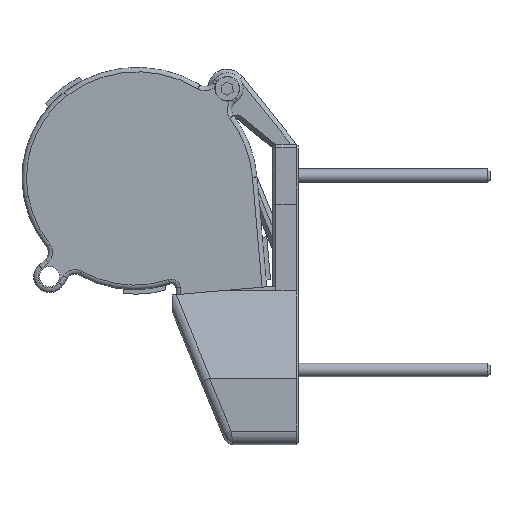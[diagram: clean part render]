
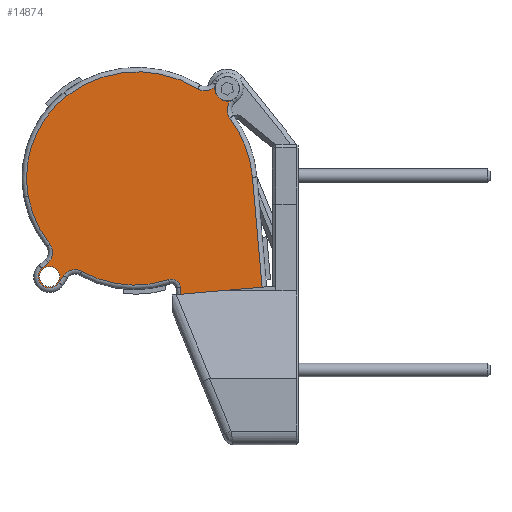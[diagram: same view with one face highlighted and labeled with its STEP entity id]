
A CAD part, left-side view. The second image highlights one B-rep face of the part: STEP entity #14874.
In plain terms, the highlighted face is planar.
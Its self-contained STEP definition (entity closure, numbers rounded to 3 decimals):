
#204=FACE_BOUND('',#2817,.T.);
#205=FACE_BOUND('',#2818,.T.);
#1288=PLANE('',#15994);
#1922=FACE_OUTER_BOUND('',#2816,.T.);
#2816=EDGE_LOOP('',(#12213,#12214,#12215,#12216,#12217,#12218,#12219,#12220,
#12221,#12222,#12223,#12224,#12225,#12226,#12227,#12228,#12229,#12230,#12231));
#2817=EDGE_LOOP('',(#12232));
#2818=EDGE_LOOP('',(#12233));
#3866=LINE('',#27324,#4931);
#3867=LINE('',#27343,#4932);
#3868=LINE('',#27345,#4933);
#3869=LINE('',#27350,#4934);
#3870=LINE('',#27351,#4935);
#3871=LINE('',#27358,#4936);
#3872=LINE('',#27366,#4937);
#4931=VECTOR('',#18726,1000.);
#4932=VECTOR('',#18747,1000.);
#4933=VECTOR('',#18748,1000.);
#4934=VECTOR('',#18753,1000.);
#4935=VECTOR('',#18754,1000.);
#4936=VECTOR('',#18761,1000.);
#4937=VECTOR('',#18770,1000.);
#5535=CIRCLE('',#15943,2.25);
#5543=CIRCLE('',#15954,22.905);
#5559=CIRCLE('',#15972,3.);
#5574=CIRCLE('',#15993,2.5);
#5575=CIRCLE('',#15995,25.567);
#5576=CIRCLE('',#15996,3.);
#5577=CIRCLE('',#15997,25.567);
#5578=CIRCLE('',#15998,23.935);
#5579=CIRCLE('',#15999,3.);
#5580=CIRCLE('',#16000,2.5);
#5581=CIRCLE('',#16001,3.);
#5582=CIRCLE('',#16002,23.935);
#5583=CIRCLE('',#16003,2.);
#5584=CIRCLE('',#16004,2.25);
#6689=VERTEX_POINT('',#27225);
#6698=VERTEX_POINT('',#27247);
#6701=VERTEX_POINT('',#27252);
#6716=VERTEX_POINT('',#27286);
#6719=VERTEX_POINT('',#27291);
#6729=VERTEX_POINT('',#27318);
#6731=VERTEX_POINT('',#27322);
#6736=VERTEX_POINT('',#27335);
#6737=VERTEX_POINT('',#27337);
#6738=VERTEX_POINT('',#27341);
#6739=VERTEX_POINT('',#27342);
#6740=VERTEX_POINT('',#27344);
#6741=VERTEX_POINT('',#27346);
#6742=VERTEX_POINT('',#27348);
#6743=VERTEX_POINT('',#27353);
#6744=VERTEX_POINT('',#27355);
#6745=VERTEX_POINT('',#27357);
#6746=VERTEX_POINT('',#27360);
#6747=VERTEX_POINT('',#27362);
#6748=VERTEX_POINT('',#27364);
#6749=VERTEX_POINT('',#27367);
#8612=EDGE_CURVE('',#6689,#6689,#5535,.T.);
#8624=EDGE_CURVE('',#6698,#6701,#5543,.T.);
#8643=EDGE_CURVE('',#6716,#6719,#5559,.T.);
#8658=EDGE_CURVE('',#6729,#6731,#3866,.T.);
#8665=EDGE_CURVE('',#6736,#6737,#5574,.T.);
#8666=EDGE_CURVE('',#6738,#6739,#3867,.T.);
#8667=EDGE_CURVE('',#6739,#6740,#3868,.T.);
#8668=EDGE_CURVE('',#6740,#6741,#5575,.T.);
#8669=EDGE_CURVE('',#6741,#6742,#5576,.T.);
#8670=EDGE_CURVE('',#6742,#6736,#3869,.T.);
#8671=EDGE_CURVE('',#6737,#6716,#3870,.T.);
#8672=EDGE_CURVE('',#6719,#6698,#5577,.T.);
#8673=EDGE_CURVE('',#6701,#6743,#5578,.T.);
#8674=EDGE_CURVE('',#6743,#6744,#5579,.T.);
#8675=EDGE_CURVE('',#6744,#6745,#3871,.T.);
#8676=EDGE_CURVE('',#6745,#6729,#5580,.T.);
#8677=EDGE_CURVE('',#6731,#6746,#5581,.T.);
#8678=EDGE_CURVE('',#6746,#6747,#5582,.T.);
#8679=EDGE_CURVE('',#6748,#6747,#5583,.T.);
#8680=EDGE_CURVE('',#6748,#6738,#3872,.T.);
#8681=EDGE_CURVE('',#6749,#6749,#5584,.T.);
#12213=ORIENTED_EDGE('',*,*,#8666,.T.);
#12214=ORIENTED_EDGE('',*,*,#8667,.T.);
#12215=ORIENTED_EDGE('',*,*,#8668,.T.);
#12216=ORIENTED_EDGE('',*,*,#8669,.T.);
#12217=ORIENTED_EDGE('',*,*,#8670,.T.);
#12218=ORIENTED_EDGE('',*,*,#8665,.T.);
#12219=ORIENTED_EDGE('',*,*,#8671,.T.);
#12220=ORIENTED_EDGE('',*,*,#8643,.T.);
#12221=ORIENTED_EDGE('',*,*,#8672,.T.);
#12222=ORIENTED_EDGE('',*,*,#8624,.T.);
#12223=ORIENTED_EDGE('',*,*,#8673,.T.);
#12224=ORIENTED_EDGE('',*,*,#8674,.T.);
#12225=ORIENTED_EDGE('',*,*,#8675,.T.);
#12226=ORIENTED_EDGE('',*,*,#8676,.T.);
#12227=ORIENTED_EDGE('',*,*,#8658,.T.);
#12228=ORIENTED_EDGE('',*,*,#8677,.T.);
#12229=ORIENTED_EDGE('',*,*,#8678,.T.);
#12230=ORIENTED_EDGE('',*,*,#8679,.F.);
#12231=ORIENTED_EDGE('',*,*,#8680,.T.);
#12232=ORIENTED_EDGE('',*,*,#8612,.T.);
#12233=ORIENTED_EDGE('',*,*,#8681,.T.);
#14874=ADVANCED_FACE('',(#1922,#204,#205),#1288,.F.);
#15943=AXIS2_PLACEMENT_3D('',#27227,#18629,#18630);
#15954=AXIS2_PLACEMENT_3D('',#27254,#18655,#18656);
#15972=AXIS2_PLACEMENT_3D('',#27293,#18694,#18695);
#15993=AXIS2_PLACEMENT_3D('',#27339,#18743,#18744);
#15994=AXIS2_PLACEMENT_3D('',#27340,#18745,#18746);
#15995=AXIS2_PLACEMENT_3D('',#27347,#18749,#18750);
#15996=AXIS2_PLACEMENT_3D('',#27349,#18751,#18752);
#15997=AXIS2_PLACEMENT_3D('',#27352,#18755,#18756);
#15998=AXIS2_PLACEMENT_3D('',#27354,#18757,#18758);
#15999=AXIS2_PLACEMENT_3D('',#27356,#18759,#18760);
#16000=AXIS2_PLACEMENT_3D('',#27359,#18762,#18763);
#16001=AXIS2_PLACEMENT_3D('',#27361,#18764,#18765);
#16002=AXIS2_PLACEMENT_3D('',#27363,#18766,#18767);
#16003=AXIS2_PLACEMENT_3D('',#27365,#18768,#18769);
#16004=AXIS2_PLACEMENT_3D('',#27368,#18771,#18772);
#18629=DIRECTION('center_axis',(0.,0.,1.));
#18630=DIRECTION('ref_axis',(0.,1.,0.));
#18655=DIRECTION('center_axis',(0.,0.,-1.));
#18656=DIRECTION('ref_axis',(0.,1.,0.));
#18694=DIRECTION('center_axis',(0.,0.,1.));
#18695=DIRECTION('ref_axis',(0.,1.,0.));
#18726=DIRECTION('',(-0.623,0.782,0.));
#18743=DIRECTION('center_axis',(0.,0.,-1.));
#18744=DIRECTION('ref_axis',(0.,1.,0.));
#18745=DIRECTION('center_axis',(0.,0.,1.));
#18746=DIRECTION('ref_axis',(0.,1.,0.));
#18747=DIRECTION('',(-1.,0.,0.));
#18748=DIRECTION('',(0.,1.,0.));
#18749=DIRECTION('center_axis',(0.,0.,-1.));
#18750=DIRECTION('ref_axis',(0.,1.,0.));
#18751=DIRECTION('center_axis',(0.,0.,1.));
#18752=DIRECTION('ref_axis',(0.,1.,0.));
#18753=DIRECTION('',(-0.811,0.585,0.));
#18754=DIRECTION('',(0.65,-0.76,0.));
#18755=DIRECTION('center_axis',(0.,0.,-1.));
#18756=DIRECTION('ref_axis',(0.,1.,0.));
#18757=DIRECTION('center_axis',(0.,0.,-1.));
#18758=DIRECTION('ref_axis',(0.,1.,0.));
#18759=DIRECTION('center_axis',(0.,0.,1.));
#18760=DIRECTION('ref_axis',(0.,1.,0.));
#18761=DIRECTION('',(0.792,-0.61,0.));
#18762=DIRECTION('center_axis',(0.,0.,-1.));
#18763=DIRECTION('ref_axis',(0.,1.,0.));
#18764=DIRECTION('center_axis',(0.,0.,1.));
#18765=DIRECTION('ref_axis',(0.,1.,0.));
#18766=DIRECTION('center_axis',(0.,0.,-1.));
#18767=DIRECTION('ref_axis',(0.,1.,0.));
#18768=DIRECTION('center_axis',(0.,0.,-1.));
#18769=DIRECTION('ref_axis',(0.,1.,0.));
#18770=DIRECTION('',(0.,-1.,0.));
#18771=DIRECTION('center_axis',(0.,0.,1.));
#18772=DIRECTION('ref_axis',(0.,1.,0.));
#27225=CARTESIAN_POINT('',(-22.8,22.25,0.));
#27227=CARTESIAN_POINT('Origin',(-22.8,20.,0.));
#27247=CARTESIAN_POINT('',(12.682,21.545,0.));
#27252=CARTESIAN_POINT('',(23.154,0.094,0.));
#27254=CARTESIAN_POINT('Origin',(0.35,2.243,0.));
#27286=CARTESIAN_POINT('',(-20.368,21.003,0.));
#27291=CARTESIAN_POINT('',(-16.303,20.543,0.));
#27293=CARTESIAN_POINT('Origin',(-18.089,22.954,0.));
#27318=CARTESIAN_POINT('',(18.044,-19.558,0.));
#27322=CARTESIAN_POINT('',(16.842,-18.048,0.));
#27324=CARTESIAN_POINT('',(16.842,-18.048,0.));
#27335=CARTESIAN_POINT('',(-24.264,17.973,0.));
#27337=CARTESIAN_POINT('',(-20.9,21.625,0.));
#27339=CARTESIAN_POINT('Origin',(-22.8,20.,0.));
#27340=CARTESIAN_POINT('Origin',(-1.697,0.484,0.));
#27341=CARTESIAN_POINT('',(-8.65,-25.6,0.));
#27342=CARTESIAN_POINT('',(-26.65,-25.6,0.));
#27343=CARTESIAN_POINT('',(-16.111,-25.6,0.));
#27344=CARTESIAN_POINT('',(-26.65,0.,0.));
#27345=CARTESIAN_POINT('',(-26.65,0.,0.));
#27346=CARTESIAN_POINT('',(-22.807,13.48,0.));
#27347=CARTESIAN_POINT('Origin',(-1.083,0.,
0.));
#27348=CARTESIAN_POINT('',(-23.6,17.494,0.));
#27349=CARTESIAN_POINT('Origin',(-25.357,15.062,0.));
#27350=CARTESIAN_POINT('',(-1.131,1.268,0.));
#27351=CARTESIAN_POINT('',(-20.368,21.003,0.));
#27352=CARTESIAN_POINT('Origin',(-1.083,0.,
0.));
#27353=CARTESIAN_POINT('',(19.32,-10.816,0.));
#27354=CARTESIAN_POINT('Origin',(-0.675,2.34,0.));
#27355=CARTESIAN_POINT('',(19.996,-14.842,0.));
#27356=CARTESIAN_POINT('Origin',(21.827,-12.465,0.));
#27357=CARTESIAN_POINT('',(21.525,-16.019,0.));
#27358=CARTESIAN_POINT('',(-1.03,1.35,0.));
#27359=CARTESIAN_POINT('Origin',(20.,-18.,0.));
#27360=CARTESIAN_POINT('',(12.806,-17.438,0.));
#27361=CARTESIAN_POINT('Origin',(14.495,-19.917,0.));
#27362=CARTESIAN_POINT('',(-6.189,-20.952,0.));
#27363=CARTESIAN_POINT('Origin',(-0.675,2.34,0.));
#27364=CARTESIAN_POINT('',(-8.65,-22.898,0.));
#27365=CARTESIAN_POINT('Origin',(-6.65,-22.898,0.));
#27366=CARTESIAN_POINT('',(-8.65,-25.6,0.));
#27367=CARTESIAN_POINT('',(20.,-15.75,0.));
#27368=CARTESIAN_POINT('Origin',(20.,-18.,0.));
